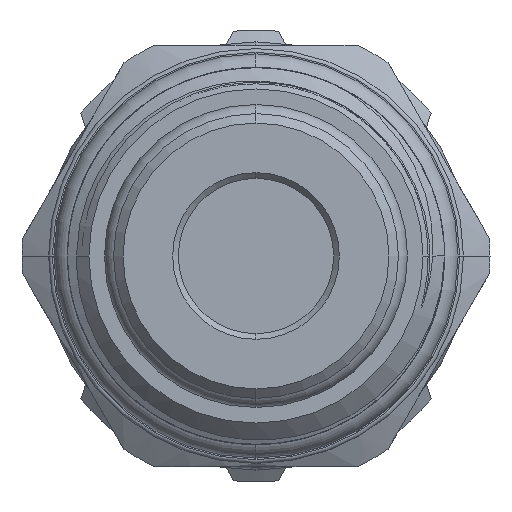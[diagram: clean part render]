
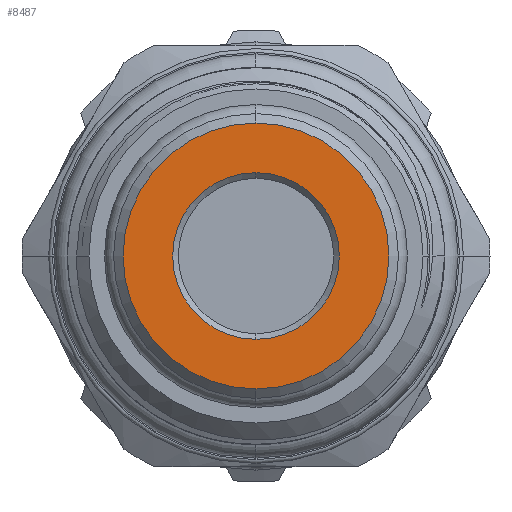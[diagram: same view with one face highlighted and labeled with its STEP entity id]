
A CAD part, left-side view. The second image highlights one B-rep face of the part: STEP entity #8487.
In plain terms, the highlighted planar face has unit normal (-1, 0, 0).
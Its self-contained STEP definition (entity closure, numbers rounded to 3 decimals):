
#73 = DIRECTION ( 'NONE',  ( -1., 0., 0. ) ) ;
#211 = VERTEX_POINT ( 'NONE', #1247 ) ;
#539 = FACE_OUTER_BOUND ( 'NONE', #9443, .T. ) ;
#1247 = CARTESIAN_POINT ( 'NONE',  ( 0., 0., 7. ) ) ;
#1290 = EDGE_CURVE ( 'NONE', #6081, #7460, #9015, .T. ) ;
#1805 = AXIS2_PLACEMENT_3D ( 'NONE', #7455, #8170, #6805 ) ;
#2036 = DIRECTION ( 'NONE',  ( 1., 0., 0. ) ) ;
#2102 = CARTESIAN_POINT ( 'NONE',  ( 0., 0., 0. ) ) ;
#2147 = PLANE ( 'NONE',  #6951 ) ;
#2215 = EDGE_CURVE ( 'NONE', #9536, #211, #6303, .T. ) ;
#2728 = CARTESIAN_POINT ( 'NONE',  ( 0., 0., 4.39 ) ) ;
#2985 = DIRECTION ( 'NONE',  ( 0., 0., -1. ) ) ;
#3620 = ORIENTED_EDGE ( 'NONE', *, *, #1290, .T. ) ;
#3622 = DIRECTION ( 'NONE',  ( 0., 0., -1. ) ) ;
#4210 = CARTESIAN_POINT ( 'NONE',  ( 0., 0., -4.39 ) ) ;
#4229 = ORIENTED_EDGE ( 'NONE', *, *, #9413, .T. ) ;
#4525 = ORIENTED_EDGE ( 'NONE', *, *, #2215, .T. ) ;
#4620 = CARTESIAN_POINT ( 'NONE',  ( 0., 0., 0. ) ) ;
#5654 = EDGE_CURVE ( 'NONE', #211, #9536, #5864, .T. ) ;
#5681 = ORIENTED_EDGE ( 'NONE', *, *, #5654, .T. ) ;
#5826 = AXIS2_PLACEMENT_3D ( 'NONE', #2102, #2036, #9716 ) ;
#5864 = CIRCLE ( 'NONE', #6294, 7. ) ;
#5960 = DIRECTION ( 'NONE',  ( 1., 0., 0. ) ) ;
#6081 = VERTEX_POINT ( 'NONE', #4210 ) ;
#6101 = CIRCLE ( 'NONE', #5826, 4.39 ) ;
#6294 = AXIS2_PLACEMENT_3D ( 'NONE', #8896, #7377, #3622 ) ;
#6303 = CIRCLE ( 'NONE', #7667, 7. ) ;
#6793 = CARTESIAN_POINT ( 'NONE',  ( 0., 0., -7. ) ) ;
#6805 = DIRECTION ( 'NONE',  ( 0., 0., -1. ) ) ;
#6951 = AXIS2_PLACEMENT_3D ( 'NONE', #9758, #5960, #8953 ) ;
#7377 = DIRECTION ( 'NONE',  ( -1., 0., 0. ) ) ;
#7455 = CARTESIAN_POINT ( 'NONE',  ( 0., 0., 0. ) ) ;
#7460 = VERTEX_POINT ( 'NONE', #2728 ) ;
#7667 = AXIS2_PLACEMENT_3D ( 'NONE', #4620, #73, #2985 ) ;
#8170 = DIRECTION ( 'NONE',  ( 1., 0., 0. ) ) ;
#8487 = ADVANCED_FACE ( 'NONE', ( #9179, #539 ), #2147, .F. ) ;
#8689 = EDGE_LOOP ( 'NONE', ( #4229, #3620 ) ) ;
#8896 = CARTESIAN_POINT ( 'NONE',  ( 0., 0., 0. ) ) ;
#8953 = DIRECTION ( 'NONE',  ( 0., 0., -1. ) ) ;
#9015 = CIRCLE ( 'NONE', #1805, 4.39 ) ;
#9179 = FACE_BOUND ( 'NONE', #8689, .T. ) ;
#9413 = EDGE_CURVE ( 'NONE', #7460, #6081, #6101, .T. ) ;
#9443 = EDGE_LOOP ( 'NONE', ( #4525, #5681 ) ) ;
#9536 = VERTEX_POINT ( 'NONE', #6793 ) ;
#9716 = DIRECTION ( 'NONE',  ( 0., 0., -1. ) ) ;
#9758 = CARTESIAN_POINT ( 'NONE',  ( 0., 0., 0. ) ) ;
